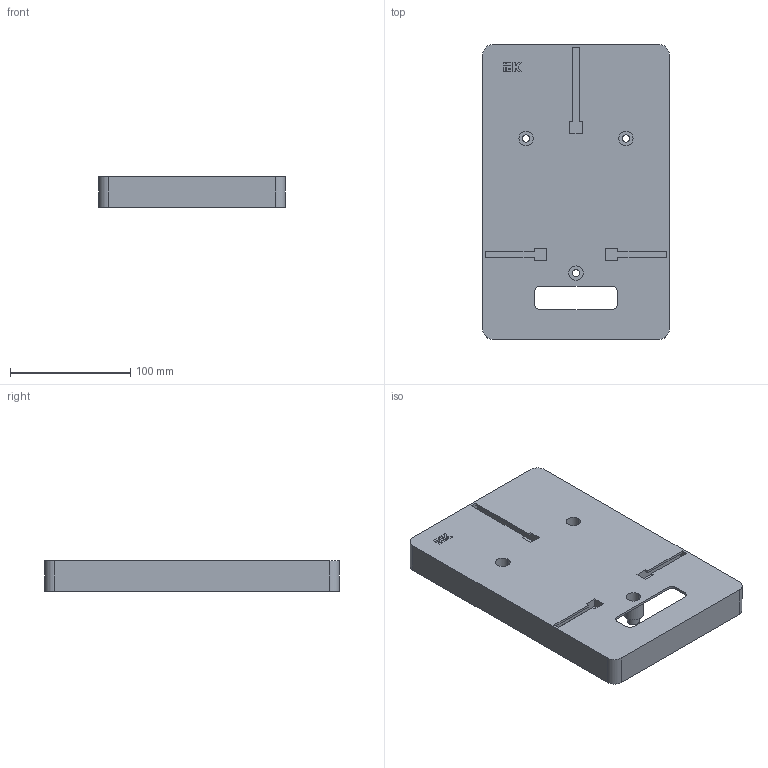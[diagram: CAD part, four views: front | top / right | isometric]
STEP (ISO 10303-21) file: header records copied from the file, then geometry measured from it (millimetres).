
FILE_DESCRIPTION (( 'STEP AP214' ), '1' );
FILE_NAME ('MPP11-1 Ïàíåëü äëÿ óñò.ñ÷åò÷èêà ÏÓ 1_0 1-ôàçí. ÈÝÊ_.STEP', '2016-12-27T13:42:58', ( '' ), ( '' ), 'SwSTEP 2.0', 'SolidWorks 2014', '' );
FILE_SCHEMA (( 'AUTOMOTIVE_DESIGN' ));
Length unit declared in the file: millimetre
Products named in the file (1): MPP11-1 Ïàíåëü äëÿ óñò.ñ÷åò÷èêà ÏÓ 1_0 1-ôàçí. ÈÝÊ_
Bounding box: 155 x 245 x 25 mm (x, y, z)
Volume: 118025.8 mm3; surface area: 123767.3 mm2
Topology: 1 solids, 1 shells, 169 faces, 447 edges, 298 vertices
Faces by surface type: plane 129, cylinder 40
Entity records: 5251 total; most frequent: CARTESIAN_POINT 915, ORIENTED_EDGE 894, DIRECTION 867, EDGE_CURVE 447, VECTOR 367, LINE 367, VERTEX_POINT 298, AXIS2_PLACEMENT_3D 250
